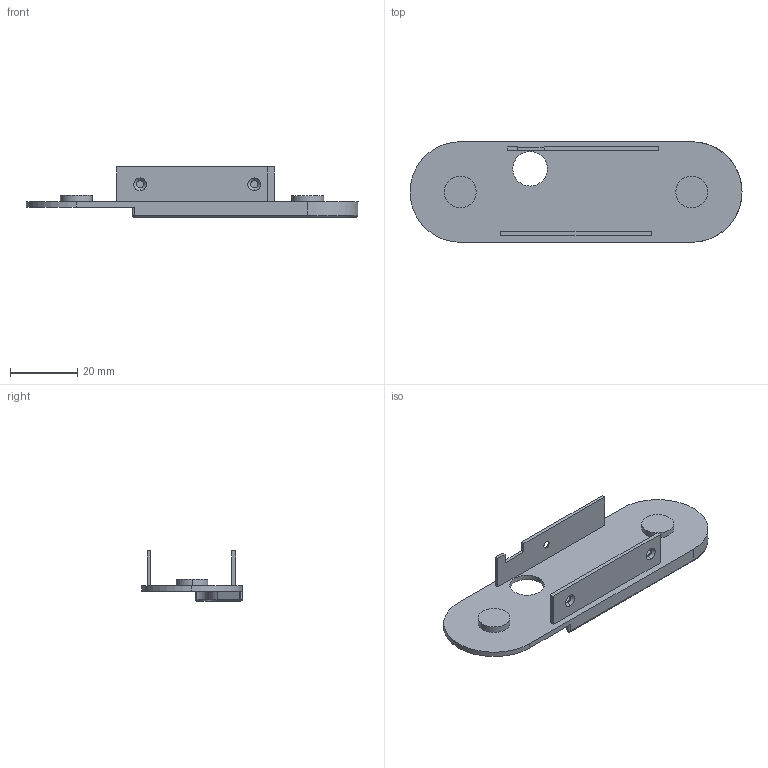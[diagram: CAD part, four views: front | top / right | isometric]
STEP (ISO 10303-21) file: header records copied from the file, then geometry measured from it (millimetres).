
FILE_DESCRIPTION (( 'STEP AP203' ), '1' );
FILE_NAME ('side_cover_right.STEP', '2025-10-11T22:45:58', ( '' ), ( '' ), 'SwSTEP 2.0', 'SolidWorks 2014', '' );
FILE_SCHEMA (( 'CONFIG_CONTROL_DESIGN' ));
Length unit declared in the file: millimetre
Products named in the file (1): side_cover_right
Bounding box: 99 x 30 x 15 mm (x, y, z)
Volume: 7483.4 mm3; surface area: 8200 mm2
Topology: 1 solids, 1 shells, 62 faces, 155 edges, 96 vertices
Faces by surface type: cylinder 25, plane 24, cone 6, sphere 4, torus 3
Entity records: 1929 total; most frequent: DIRECTION 346, CARTESIAN_POINT 311, ORIENTED_EDGE 304, EDGE_CURVE 152, AXIS2_PLACEMENT_3D 131, VERTEX_POINT 96, VECTOR 84, LINE 84
